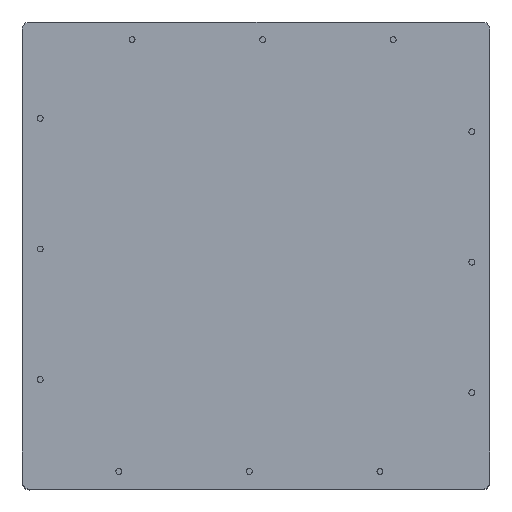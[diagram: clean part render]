
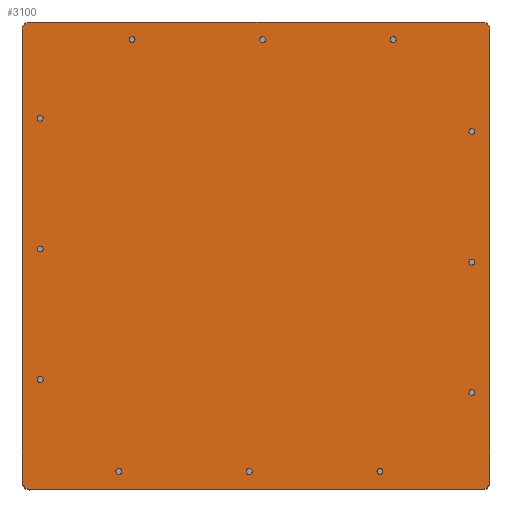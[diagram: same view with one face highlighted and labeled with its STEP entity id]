
A CAD part, top view. The second image highlights one B-rep face of the part: STEP entity #3100.
In plain terms, the highlighted face is planar.
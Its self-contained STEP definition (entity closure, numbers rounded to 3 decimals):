
#99=FACE_BOUND('',#573,.T.);
#100=FACE_BOUND('',#574,.T.);
#101=FACE_BOUND('',#575,.T.);
#102=FACE_BOUND('',#576,.T.);
#103=FACE_BOUND('',#577,.T.);
#104=FACE_BOUND('',#578,.T.);
#105=FACE_BOUND('',#579,.T.);
#106=FACE_BOUND('',#580,.T.);
#107=FACE_BOUND('',#581,.T.);
#108=FACE_BOUND('',#582,.T.);
#109=FACE_BOUND('',#583,.T.);
#110=FACE_BOUND('',#584,.T.);
#194=PLANE('',#3467);
#355=FACE_OUTER_BOUND('',#572,.T.);
#572=EDGE_LOOP('',(#2813,#2814,#2815,#2816,#2817,#2818,#2819,#2820));
#573=EDGE_LOOP('',(#2821));
#574=EDGE_LOOP('',(#2822));
#575=EDGE_LOOP('',(#2823));
#576=EDGE_LOOP('',(#2824));
#577=EDGE_LOOP('',(#2825));
#578=EDGE_LOOP('',(#2826));
#579=EDGE_LOOP('',(#2827));
#580=EDGE_LOOP('',(#2828));
#581=EDGE_LOOP('',(#2829));
#582=EDGE_LOOP('',(#2830));
#583=EDGE_LOOP('',(#2831));
#584=EDGE_LOOP('',(#2832));
#838=LINE('',#5265,#1091);
#842=LINE('',#5277,#1095);
#846=LINE('',#5289,#1099);
#850=LINE('',#5299,#1103);
#1091=VECTOR('',#4370,10.);
#1095=VECTOR('',#4382,10.);
#1099=VECTOR('',#4394,10.);
#1103=VECTOR('',#4406,10.);
#1249=CIRCLE('',#3417,1.25);
#1251=CIRCLE('',#3420,1.25);
#1253=CIRCLE('',#3423,1.25);
#1255=CIRCLE('',#3426,1.25);
#1257=CIRCLE('',#3429,1.25);
#1259=CIRCLE('',#3432,1.25);
#1261=CIRCLE('',#3435,1.25);
#1263=CIRCLE('',#3438,1.25);
#1265=CIRCLE('',#3441,1.25);
#1267=CIRCLE('',#3444,1.25);
#1269=CIRCLE('',#3447,1.25);
#1271=CIRCLE('',#3450,1.25);
#1273=CIRCLE('',#3453,3.);
#1275=CIRCLE('',#3457,3.);
#1277=CIRCLE('',#3461,3.);
#1279=CIRCLE('',#3465,3.);
#1527=VERTEX_POINT('',#5183);
#1529=VERTEX_POINT('',#5189);
#1531=VERTEX_POINT('',#5195);
#1533=VERTEX_POINT('',#5201);
#1535=VERTEX_POINT('',#5207);
#1537=VERTEX_POINT('',#5213);
#1539=VERTEX_POINT('',#5219);
#1541=VERTEX_POINT('',#5225);
#1543=VERTEX_POINT('',#5231);
#1545=VERTEX_POINT('',#5237);
#1547=VERTEX_POINT('',#5243);
#1549=VERTEX_POINT('',#5249);
#1552=VERTEX_POINT('',#5256);
#1553=VERTEX_POINT('',#5258);
#1555=VERTEX_POINT('',#5264);
#1557=VERTEX_POINT('',#5270);
#1559=VERTEX_POINT('',#5276);
#1561=VERTEX_POINT('',#5282);
#1563=VERTEX_POINT('',#5288);
#1565=VERTEX_POINT('',#5294);
#1937=EDGE_CURVE('',#1527,#1527,#1249,.T.);
#1940=EDGE_CURVE('',#1529,#1529,#1251,.T.);
#1943=EDGE_CURVE('',#1531,#1531,#1253,.T.);
#1946=EDGE_CURVE('',#1533,#1533,#1255,.T.);
#1949=EDGE_CURVE('',#1535,#1535,#1257,.T.);
#1952=EDGE_CURVE('',#1537,#1537,#1259,.T.);
#1955=EDGE_CURVE('',#1539,#1539,#1261,.T.);
#1958=EDGE_CURVE('',#1541,#1541,#1263,.T.);
#1961=EDGE_CURVE('',#1543,#1543,#1265,.T.);
#1964=EDGE_CURVE('',#1545,#1545,#1267,.T.);
#1967=EDGE_CURVE('',#1547,#1547,#1269,.T.);
#1970=EDGE_CURVE('',#1549,#1549,#1271,.T.);
#1973=EDGE_CURVE('',#1553,#1552,#1273,.T.);
#1976=EDGE_CURVE('',#1555,#1553,#838,.T.);
#1979=EDGE_CURVE('',#1557,#1555,#1275,.T.);
#1982=EDGE_CURVE('',#1559,#1557,#842,.T.);
#1985=EDGE_CURVE('',#1561,#1559,#1277,.T.);
#1988=EDGE_CURVE('',#1563,#1561,#846,.T.);
#1991=EDGE_CURVE('',#1565,#1563,#1279,.T.);
#1994=EDGE_CURVE('',#1552,#1565,#850,.T.);
#2813=ORIENTED_EDGE('',*,*,#1994,.T.);
#2814=ORIENTED_EDGE('',*,*,#1991,.T.);
#2815=ORIENTED_EDGE('',*,*,#1988,.T.);
#2816=ORIENTED_EDGE('',*,*,#1985,.T.);
#2817=ORIENTED_EDGE('',*,*,#1982,.T.);
#2818=ORIENTED_EDGE('',*,*,#1979,.T.);
#2819=ORIENTED_EDGE('',*,*,#1976,.T.);
#2820=ORIENTED_EDGE('',*,*,#1973,.T.);
#2821=ORIENTED_EDGE('',*,*,#1970,.T.);
#2822=ORIENTED_EDGE('',*,*,#1967,.T.);
#2823=ORIENTED_EDGE('',*,*,#1964,.T.);
#2824=ORIENTED_EDGE('',*,*,#1961,.T.);
#2825=ORIENTED_EDGE('',*,*,#1958,.T.);
#2826=ORIENTED_EDGE('',*,*,#1955,.T.);
#2827=ORIENTED_EDGE('',*,*,#1952,.T.);
#2828=ORIENTED_EDGE('',*,*,#1949,.T.);
#2829=ORIENTED_EDGE('',*,*,#1946,.T.);
#2830=ORIENTED_EDGE('',*,*,#1943,.T.);
#2831=ORIENTED_EDGE('',*,*,#1940,.T.);
#2832=ORIENTED_EDGE('',*,*,#1937,.T.);
#3100=ADVANCED_FACE('',(#355,#99,#100,#101,#102,#103,#104,#105,#106,#107,
#108,#109,#110),#194,.T.);
#3417=AXIS2_PLACEMENT_3D('',#5185,#4280,#4281);
#3420=AXIS2_PLACEMENT_3D('',#5191,#4287,#4288);
#3423=AXIS2_PLACEMENT_3D('',#5197,#4294,#4295);
#3426=AXIS2_PLACEMENT_3D('',#5203,#4301,#4302);
#3429=AXIS2_PLACEMENT_3D('',#5209,#4308,#4309);
#3432=AXIS2_PLACEMENT_3D('',#5215,#4315,#4316);
#3435=AXIS2_PLACEMENT_3D('',#5221,#4322,#4323);
#3438=AXIS2_PLACEMENT_3D('',#5227,#4329,#4330);
#3441=AXIS2_PLACEMENT_3D('',#5233,#4336,#4337);
#3444=AXIS2_PLACEMENT_3D('',#5239,#4343,#4344);
#3447=AXIS2_PLACEMENT_3D('',#5245,#4350,#4351);
#3450=AXIS2_PLACEMENT_3D('',#5251,#4357,#4358);
#3453=AXIS2_PLACEMENT_3D('',#5259,#4364,#4365);
#3457=AXIS2_PLACEMENT_3D('',#5271,#4376,#4377);
#3461=AXIS2_PLACEMENT_3D('',#5283,#4388,#4389);
#3465=AXIS2_PLACEMENT_3D('',#5295,#4400,#4401);
#3467=AXIS2_PLACEMENT_3D('',#5300,#4407,#4408);
#4280=DIRECTION('center_axis',(0.,0.,
1.));
#4281=DIRECTION('ref_axis',(-1.,0.,0.));
#4287=DIRECTION('center_axis',(0.,0.,
1.));
#4288=DIRECTION('ref_axis',(-1.,0.,0.));
#4294=DIRECTION('center_axis',(0.,0.,
1.));
#4295=DIRECTION('ref_axis',(-1.,0.,0.));
#4301=DIRECTION('center_axis',(0.,0.,
1.));
#4302=DIRECTION('ref_axis',(-1.,0.,0.));
#4308=DIRECTION('center_axis',(0.,0.,
1.));
#4309=DIRECTION('ref_axis',(-1.,0.,0.));
#4315=DIRECTION('center_axis',(0.,0.,
1.));
#4316=DIRECTION('ref_axis',(-1.,0.,0.));
#4322=DIRECTION('center_axis',(0.,0.,
1.));
#4323=DIRECTION('ref_axis',(-1.,0.,0.));
#4329=DIRECTION('center_axis',(0.,0.,
1.));
#4330=DIRECTION('ref_axis',(-1.,0.,0.));
#4336=DIRECTION('center_axis',(0.,0.,
1.));
#4337=DIRECTION('ref_axis',(-1.,0.,0.));
#4343=DIRECTION('center_axis',(0.,0.,
1.));
#4344=DIRECTION('ref_axis',(-1.,0.,0.));
#4350=DIRECTION('center_axis',(0.,0.,
1.));
#4351=DIRECTION('ref_axis',(-1.,0.,0.));
#4357=DIRECTION('center_axis',(0.,0.,
1.));
#4358=DIRECTION('ref_axis',(-1.,0.,0.));
#4364=DIRECTION('center_axis',(0.,0.,
-1.));
#4365=DIRECTION('ref_axis',(-1.,0.,0.));
#4370=DIRECTION('',(0.,1.,0.));
#4376=DIRECTION('center_axis',(0.,0.,
-1.));
#4377=DIRECTION('ref_axis',(0.,-1.,0.));
#4382=DIRECTION('',(-1.,0.,0.));
#4388=DIRECTION('center_axis',(0.,0.,
-1.));
#4389=DIRECTION('ref_axis',(1.,0.,0.));
#4394=DIRECTION('',(0.,-1.,0.));
#4400=DIRECTION('center_axis',(0.,0.,
-1.));
#4401=DIRECTION('ref_axis',(0.,1.,0.));
#4406=DIRECTION('',(1.,0.,0.));
#4407=DIRECTION('center_axis',(0.,0.,
-1.));
#4408=DIRECTION('ref_axis',(-1.,0.,0.));
#5183=CARTESIAN_POINT('',(-97.75,38.867,-102.));
#5185=CARTESIAN_POINT('Origin',(-99.,38.867,-102.));
#5189=CARTESIAN_POINT('',(-3.45,5.5,-102.));
#5191=CARTESIAN_POINT('Origin',(-4.7,5.5,-102.));
#5195=CARTESIAN_POINT('',(85.25,44.467,-102.));
#5197=CARTESIAN_POINT('Origin',(84.,44.467,-102.));
#5201=CARTESIAN_POINT('',(-58.783,5.5,-102.));
#5203=CARTESIAN_POINT('Origin',(-60.033,5.5,-102.));
#5207=CARTESIAN_POINT('',(51.883,5.5,-102.));
#5209=CARTESIAN_POINT('Origin',(50.633,5.5,-102.));
#5213=CARTESIAN_POINT('',(85.25,155.133,-102.));
#5215=CARTESIAN_POINT('Origin',(84.,155.133,-102.));
#5219=CARTESIAN_POINT('',(-64.383,188.5,-102.));
#5221=CARTESIAN_POINT('Origin',(-65.633,188.5,-102.));
#5225=CARTESIAN_POINT('',(-97.75,149.533,-102.));
#5227=CARTESIAN_POINT('Origin',(-99.,149.533,-102.));
#5231=CARTESIAN_POINT('',(85.25,99.8,-102.));
#5233=CARTESIAN_POINT('Origin',(84.,99.8,-102.));
#5237=CARTESIAN_POINT('',(-97.75,94.2,-102.));
#5239=CARTESIAN_POINT('Origin',(-99.,94.2,-102.));
#5243=CARTESIAN_POINT('',(-9.05,188.5,-102.));
#5245=CARTESIAN_POINT('Origin',(-10.3,188.5,-102.));
#5249=CARTESIAN_POINT('',(46.283,188.5,-102.));
#5251=CARTESIAN_POINT('Origin',(45.033,188.5,-102.));
#5256=CARTESIAN_POINT('',(-103.5,196.,-102.));
#5258=CARTESIAN_POINT('',(-106.5,193.,-102.));
#5259=CARTESIAN_POINT('Origin',(-103.5,193.,-102.));
#5264=CARTESIAN_POINT('',(-106.5,1.,-102.));
#5265=CARTESIAN_POINT('',(-106.5,1.,-102.));
#5270=CARTESIAN_POINT('',(-103.5,-2.,-102.));
#5271=CARTESIAN_POINT('Origin',(-103.5,1.,-102.));
#5276=CARTESIAN_POINT('',(88.5,-2.,-102.));
#5277=CARTESIAN_POINT('',(88.5,-2.,-102.));
#5282=CARTESIAN_POINT('',(91.5,1.,-102.));
#5283=CARTESIAN_POINT('Origin',(88.5,1.,-102.));
#5288=CARTESIAN_POINT('',(91.5,193.,-102.));
#5289=CARTESIAN_POINT('',(91.5,184.,-102.));
#5294=CARTESIAN_POINT('',(88.5,196.,-102.));
#5295=CARTESIAN_POINT('Origin',(88.5,193.,-102.));
#5299=CARTESIAN_POINT('',(-94.5,196.,-102.));
#5300=CARTESIAN_POINT('Origin',(-7.5,97.,-102.));
